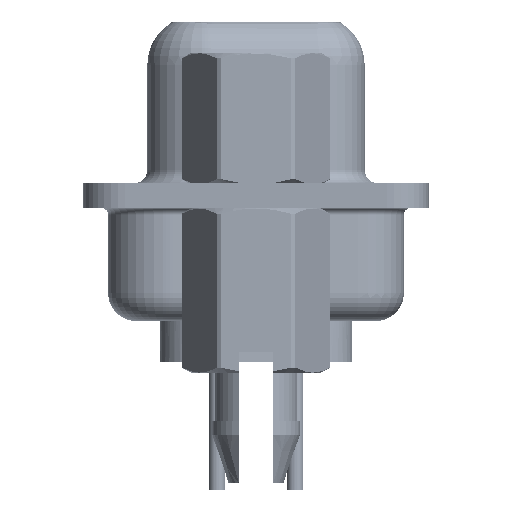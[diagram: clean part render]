
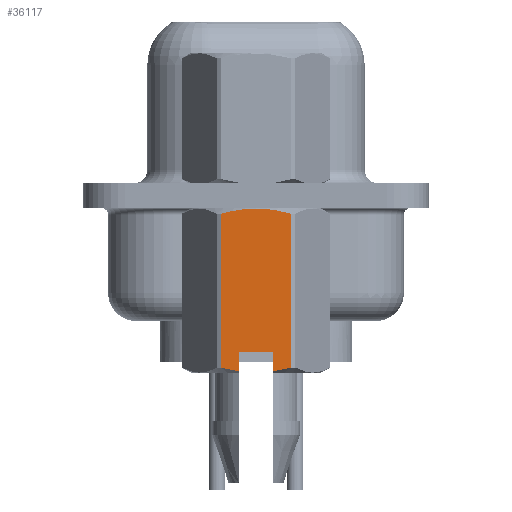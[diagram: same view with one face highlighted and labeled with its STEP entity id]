
A CAD part, left-side view. The second image highlights one B-rep face of the part: STEP entity #36117.
In plain terms, the highlighted planar face has unit normal (-1, 0, 0).
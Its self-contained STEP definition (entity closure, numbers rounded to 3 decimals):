
#637 = B_SPLINE_CURVE_WITH_KNOTS ( 'NONE', 3,
 ( #1791, #25515, #31597, #7081 ),
 .UNSPECIFIED., .F., .F.,
 ( 4, 4 ),
 ( 0.003, 0.004 ),
 .UNSPECIFIED. ) ;
#1611 = VERTEX_POINT ( 'NONE', #34477 ) ;
#1791 = CARTESIAN_POINT ( 'NONE',  ( -2.381, -0.625, -6.385 ) ) ;
#2646 = DIRECTION ( 'NONE',  ( 0., 0., 1. ) ) ;
#4278 = CARTESIAN_POINT ( 'NONE',  ( -2.381, 0.215, -0.468 ) ) ;
#4610 = ORIENTED_EDGE ( 'NONE', *, *, #7071, .T. ) ;
#4875 = CARTESIAN_POINT ( 'NONE',  ( -2.381, 0.432, -0.485 ) ) ;
#5286 = DIRECTION ( 'NONE',  ( 0., 0., -1. ) ) ;
#5883 = CARTESIAN_POINT ( 'NONE',  ( -2.381, -1.273, 0.581 ) ) ;
#5971 = AXIS2_PLACEMENT_3D ( 'NONE', #11504, #26554, #2646 ) ;
#6559 = CARTESIAN_POINT ( 'NONE',  ( -2.381, -1.273, -0.652 ) ) ;
#7071 = EDGE_CURVE ( 'NONE', #11416, #36632, #14866, .T. ) ;
#7081 = CARTESIAN_POINT ( 'NONE',  ( -2.381, -1.273, -6.248 ) ) ;
#8220 = DIRECTION ( 'NONE',  ( 0., 0., -1. ) ) ;
#8737 = LINE ( 'NONE', #33018, #10840 ) ;
#8784 = LINE ( 'NONE', #38584, #29659 ) ;
#8824 = B_SPLINE_CURVE_WITH_KNOTS ( 'NONE', 3,
 ( #24950, #26059, #33940, #36913, #11004, #10255 ),
 .UNSPECIFIED., .F., .F.,
 ( 4, 2, 4 ),
 ( 0.003, 0.003, 0.004 ),
 .UNSPECIFIED. ) ;
#9729 = VECTOR ( 'NONE', #17881, 1000. ) ;
#10255 = CARTESIAN_POINT ( 'NONE',  ( -2.381, 0., -0.468 ) ) ;
#10840 = VECTOR ( 'NONE', #29887, 1000. ) ;
#11004 = CARTESIAN_POINT ( 'NONE',  ( -2.381, -0.215, -0.468 ) ) ;
#11220 = ORIENTED_EDGE ( 'NONE', *, *, #16115, .T. ) ;
#11416 = VERTEX_POINT ( 'NONE', #24532 ) ;
#11495 = EDGE_CURVE ( 'NONE', #1611, #30884, #637, .T. ) ;
#11504 = CARTESIAN_POINT ( 'NONE',  ( -2.381, -1.375, 7.399 ) ) ;
#12149 = VECTOR ( 'NONE', #5286, 1000. ) ;
#13379 = CARTESIAN_POINT ( 'NONE',  ( -2.381, 0.625, -6.385 ) ) ;
#13712 = CARTESIAN_POINT ( 'NONE',  ( -2.381, 1.273, -0.652 ) ) ;
#14059 = VECTOR ( 'NONE', #14781, 1000. ) ;
#14781 = DIRECTION ( 'NONE',  ( 0., 0., -1. ) ) ;
#14866 = B_SPLINE_CURVE_WITH_KNOTS ( 'NONE', 3,
 ( #16656, #4278, #4875, #28573, #22092, #13712 ),
 .UNSPECIFIED., .F., .F.,
 ( 4, 2, 4 ),
 ( 0.004, 0.004, 0.005 ),
 .UNSPECIFIED. ) ;
#16115 = EDGE_CURVE ( 'NONE', #30884, #22683, #32739, .T. ) ;
#16157 = CARTESIAN_POINT ( 'NONE',  ( -2.381, 0.625, -5.7 ) ) ;
#16533 = CARTESIAN_POINT ( 'NONE',  ( -2.381, 1.06, -6.306 ) ) ;
#16656 = CARTESIAN_POINT ( 'NONE',  ( -2.381, 0., -0.468 ) ) ;
#16943 = CARTESIAN_POINT ( 'NONE',  ( -2.381, 0.845, -6.353 ) ) ;
#17166 = ORIENTED_EDGE ( 'NONE', *, *, #31064, .T. ) ;
#17598 = PLANE ( 'NONE',  #5971 ) ;
#17881 = DIRECTION ( 'NONE',  ( 0., 0., 1. ) ) ;
#18848 = CARTESIAN_POINT ( 'NONE',  ( -2.381, 0.625, -6.385 ) ) ;
#18871 = CARTESIAN_POINT ( 'NONE',  ( -2.381, -1.273, -6.248 ) ) ;
#19388 = VERTEX_POINT ( 'NONE', #22838 ) ;
#19482 = ORIENTED_EDGE ( 'NONE', *, *, #34388, .T. ) ;
#19738 = ORIENTED_EDGE ( 'NONE', *, *, #32070, .T. ) ;
#20601 = VERTEX_POINT ( 'NONE', #29645 ) ;
#20758 = CARTESIAN_POINT ( 'NONE',  ( -2.381, 0.625, -5.7 ) ) ;
#22092 = CARTESIAN_POINT ( 'NONE',  ( -2.381, 1.066, -0.596 ) ) ;
#22384 = ORIENTED_EDGE ( 'NONE', *, *, #33197, .F. ) ;
#22471 = ORIENTED_EDGE ( 'NONE', *, *, #27569, .T. ) ;
#22683 = VERTEX_POINT ( 'NONE', #6559 ) ;
#22773 = CARTESIAN_POINT ( 'NONE',  ( -2.381, 1.273, -6.248 ) ) ;
#22838 = CARTESIAN_POINT ( 'NONE',  ( -2.381, -0.625, -5.7 ) ) ;
#23611 = ORIENTED_EDGE ( 'NONE', *, *, #11495, .T. ) ;
#24336 = CARTESIAN_POINT ( 'NONE',  ( -2.381, 1.273, -0.652 ) ) ;
#24532 = CARTESIAN_POINT ( 'NONE',  ( -2.381, 0., -0.468 ) ) ;
#24950 = CARTESIAN_POINT ( 'NONE',  ( -2.381, -1.273, -0.652 ) ) ;
#25243 = B_SPLINE_CURVE_WITH_KNOTS ( 'NONE', 3,
 ( #22773, #16533, #16943, #13379 ),
 .UNSPECIFIED., .F., .F.,
 ( 4, 4 ),
 ( 0.001, 0.002 ),
 .UNSPECIFIED. ) ;
#25515 = CARTESIAN_POINT ( 'NONE',  ( -2.381, -0.842, -6.354 ) ) ;
#26059 = CARTESIAN_POINT ( 'NONE',  ( -2.381, -1.065, -0.596 ) ) ;
#26554 = DIRECTION ( 'NONE',  ( -1., 0., 0. ) ) ;
#26928 = FACE_OUTER_BOUND ( 'NONE', #27770, .T. ) ;
#27054 = LINE ( 'NONE', #36112, #14059 ) ;
#27569 = EDGE_CURVE ( 'NONE', #19388, #1611, #27054, .T. ) ;
#27770 = EDGE_LOOP ( 'NONE', ( #35537, #22384, #22471, #23611, #11220, #19738, #4610, #19482, #17166 ) ) ;
#28573 = CARTESIAN_POINT ( 'NONE',  ( -2.381, 0.858, -0.55 ) ) ;
#28849 = VERTEX_POINT ( 'NONE', #18848 ) ;
#29645 = CARTESIAN_POINT ( 'NONE',  ( -2.381, 1.273, -6.248 ) ) ;
#29659 = VECTOR ( 'NONE', #8220, 1000. ) ;
#29887 = DIRECTION ( 'NONE',  ( 0., 1., 0. ) ) ;
#30884 = VERTEX_POINT ( 'NONE', #18871 ) ;
#31064 = EDGE_CURVE ( 'NONE', #20601, #28849, #25243, .T. ) ;
#31475 = EDGE_CURVE ( 'NONE', #32195, #28849, #32697, .T. ) ;
#31597 = CARTESIAN_POINT ( 'NONE',  ( -2.381, -1.06, -6.306 ) ) ;
#32070 = EDGE_CURVE ( 'NONE', #22683, #11416, #8824, .T. ) ;
#32195 = VERTEX_POINT ( 'NONE', #16157 ) ;
#32697 = LINE ( 'NONE', #20758, #12149 ) ;
#32739 = LINE ( 'NONE', #5883, #9729 ) ;
#33018 = CARTESIAN_POINT ( 'NONE',  ( -2.381, -0.625, -5.7 ) ) ;
#33197 = EDGE_CURVE ( 'NONE', #19388, #32195, #8737, .T. ) ;
#33940 = CARTESIAN_POINT ( 'NONE',  ( -2.381, -0.853, -0.549 ) ) ;
#34388 = EDGE_CURVE ( 'NONE', #36632, #20601, #8784, .T. ) ;
#34477 = CARTESIAN_POINT ( 'NONE',  ( -2.381, -0.625, -6.385 ) ) ;
#35537 = ORIENTED_EDGE ( 'NONE', *, *, #31475, .F. ) ;
#36112 = CARTESIAN_POINT ( 'NONE',  ( -2.381, -0.625, -5.7 ) ) ;
#36117 = ADVANCED_FACE ( 'NONE', ( #26928 ), #17598, .T. ) ;
#36632 = VERTEX_POINT ( 'NONE', #24336 ) ;
#36913 = CARTESIAN_POINT ( 'NONE',  ( -2.381, -0.428, -0.485 ) ) ;
#38584 = CARTESIAN_POINT ( 'NONE',  ( -2.381, 1.273, 0.581 ) ) ;
